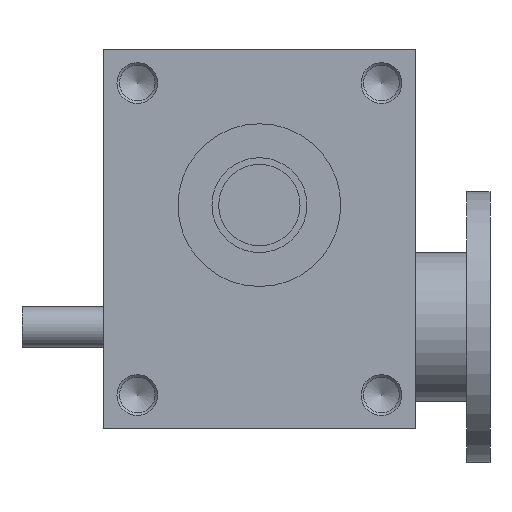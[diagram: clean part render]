
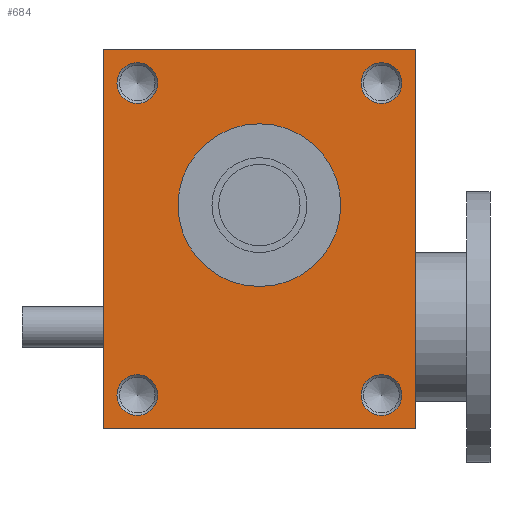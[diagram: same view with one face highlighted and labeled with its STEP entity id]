
A CAD part, front view. The second image highlights one B-rep face of the part: STEP entity #684.
In plain terms, the highlighted planar face has unit normal (0, -1, 0).
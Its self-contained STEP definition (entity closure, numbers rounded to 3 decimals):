
#684 = ADVANCED_FACE( '', ( #1434, #1435, #1436, #1437, #1438, #1439 ), #1440, .F. );
#1434 = FACE_BOUND( '', #2193, .T. );
#1435 = FACE_BOUND( '', #2194, .T. );
#1436 = FACE_BOUND( '', #2195, .T. );
#1437 = FACE_BOUND( '', #2196, .T. );
#1438 = FACE_BOUND( '', #2197, .T. );
#1439 = FACE_OUTER_BOUND( '', #2198, .T. );
#1440 = PLANE( '', #2199 );
#2193 = EDGE_LOOP( '', ( #3755 ) );
#2194 = EDGE_LOOP( '', ( #3756 ) );
#2195 = EDGE_LOOP( '', ( #3757 ) );
#2196 = EDGE_LOOP( '', ( #3758 ) );
#2197 = EDGE_LOOP( '', ( #3759 ) );
#2198 = EDGE_LOOP( '', ( #3760, #3761, #3762, #3763 ) );
#2199 = AXIS2_PLACEMENT_3D( '', #3764, #3765, #3766 );
#3755 = ORIENTED_EDGE( '', *, *, #4154, .F. );
#3756 = ORIENTED_EDGE( '', *, *, #4592, .F. );
#3757 = ORIENTED_EDGE( '', *, *, #4567, .F. );
#3758 = ORIENTED_EDGE( '', *, *, #4489, .F. );
#3759 = ORIENTED_EDGE( '', *, *, #4593, .T. );
#3760 = ORIENTED_EDGE( '', *, *, #4588, .T. );
#3761 = ORIENTED_EDGE( '', *, *, #4594, .F. );
#3762 = ORIENTED_EDGE( '', *, *, #4595, .F. );
#3763 = ORIENTED_EDGE( '', *, *, #4150, .T. );
#3764 = CARTESIAN_POINT( '', ( -115., -88., 140. ) );
#3765 = DIRECTION( '', ( 0., 1., 0. ) );
#3766 = DIRECTION( '', ( 0., 0., 1. ) );
#4150 = EDGE_CURVE( '', #4912, #4910, #4913, .T. );
#4154 = EDGE_CURVE( '', #4918, #4918, #4919, .T. );
#4489 = EDGE_CURVE( '', #5403, #5403, #5404, .T. );
#4567 = EDGE_CURVE( '', #5502, #5502, #5503, .T. );
#4588 = EDGE_CURVE( '', #4910, #5525, #5527, .T. );
#4592 = EDGE_CURVE( '', #5531, #5531, #5532, .T. );
#4593 = EDGE_CURVE( '', #5533, #5533, #5534, .T. );
#4594 = EDGE_CURVE( '', #5535, #5525, #5536, .T. );
#4595 = EDGE_CURVE( '', #4912, #5535, #5537, .T. );
#4910 = VERTEX_POINT( '', #5932 );
#4912 = VERTEX_POINT( '', #5935 );
#4913 = LINE( '', #5936, #5937 );
#4918 = VERTEX_POINT( '', #5944 );
#4919 = CIRCLE( '', #5945, 15. );
#5403 = VERTEX_POINT( '', #6622 );
#5404 = CIRCLE( '', #6623, 15. );
#5502 = VERTEX_POINT( '', #6753 );
#5503 = CIRCLE( '', #6754, 15. );
#5525 = VERTEX_POINT( '', #6781 );
#5527 = LINE( '', #6784, #6785 );
#5531 = VERTEX_POINT( '', #6789 );
#5532 = CIRCLE( '', #6790, 15. );
#5533 = VERTEX_POINT( '', #6791 );
#5534 = CIRCLE( '', #6792, 60. );
#5535 = VERTEX_POINT( '', #6793 );
#5536 = LINE( '', #6794, #6795 );
#5537 = LINE( '', #6796, #6797 );
#5932 = CARTESIAN_POINT( '', ( -115., -88., -140. ) );
#5935 = CARTESIAN_POINT( '', ( -115., -88., 140. ) );
#5936 = CARTESIAN_POINT( '', ( -115., -88., 140. ) );
#5937 = VECTOR( '', #7044, 1000. );
#5944 = CARTESIAN_POINT( '', ( -90., -88., -130. ) );
#5945 = AXIS2_PLACEMENT_3D( '', #7047, #7048, #7049 );
#6622 = CARTESIAN_POINT( '', ( 90., -88., -130. ) );
#6623 = AXIS2_PLACEMENT_3D( '', #7445, #7446, #7447 );
#6753 = CARTESIAN_POINT( '', ( 90., -88., 100. ) );
#6754 = AXIS2_PLACEMENT_3D( '', #7540, #7541, #7542 );
#6781 = CARTESIAN_POINT( '', ( 115., -88., -140. ) );
#6784 = CARTESIAN_POINT( '', ( -115., -88., -140. ) );
#6785 = VECTOR( '', #7558, 1000. );
#6789 = CARTESIAN_POINT( '', ( -90., -88., 100. ) );
#6790 = AXIS2_PLACEMENT_3D( '', #7559, #7560, #7561 );
#6791 = CARTESIAN_POINT( '', ( 60., -88., 25. ) );
#6792 = AXIS2_PLACEMENT_3D( '', #7562, #7563, #7564 );
#6793 = CARTESIAN_POINT( '', ( 115., -88., 140. ) );
#6794 = CARTESIAN_POINT( '', ( 115., -88., 140. ) );
#6795 = VECTOR( '', #7565, 1000. );
#6796 = CARTESIAN_POINT( '', ( -115., -88., 140. ) );
#6797 = VECTOR( '', #7566, 1000. );
#7044 = DIRECTION( '', ( 0., 0., -1. ) );
#7047 = CARTESIAN_POINT( '', ( -90., -88., -115. ) );
#7048 = DIRECTION( '', ( 0., -1., 0. ) );
#7049 = DIRECTION( '', ( 0., 0., -1. ) );
#7445 = CARTESIAN_POINT( '', ( 90., -88., -115. ) );
#7446 = DIRECTION( '', ( 0., -1., 0. ) );
#7447 = DIRECTION( '', ( 0., 0., -1. ) );
#7540 = CARTESIAN_POINT( '', ( 90., -88., 115. ) );
#7541 = DIRECTION( '', ( 0., -1., 0. ) );
#7542 = DIRECTION( '', ( 0., 0., -1. ) );
#7558 = DIRECTION( '', ( 1., 0., 0. ) );
#7559 = CARTESIAN_POINT( '', ( -90., -88., 115. ) );
#7560 = DIRECTION( '', ( 0., -1., 0. ) );
#7561 = DIRECTION( '', ( 0., 0., -1. ) );
#7562 = CARTESIAN_POINT( '', ( 0., -88., 25. ) );
#7563 = DIRECTION( '', ( 0., 1., 0. ) );
#7564 = DIRECTION( '', ( 1., 0., 0. ) );
#7565 = DIRECTION( '', ( 0., 0., -1. ) );
#7566 = DIRECTION( '', ( 1., 0., 0. ) );
